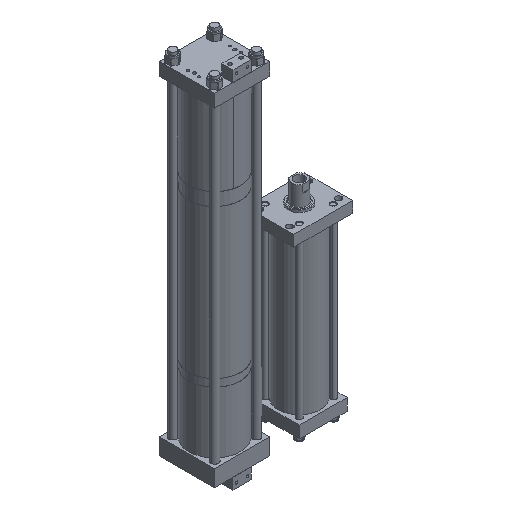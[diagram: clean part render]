
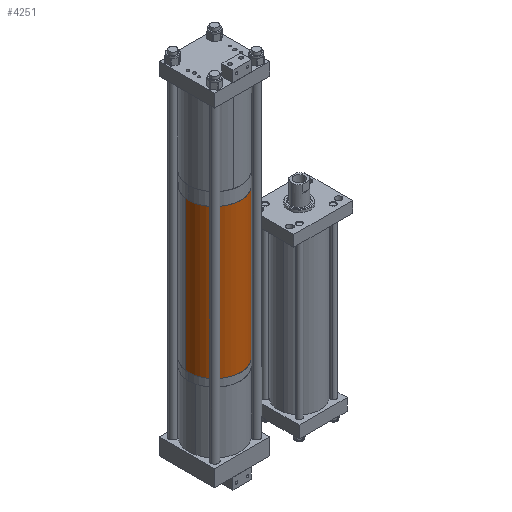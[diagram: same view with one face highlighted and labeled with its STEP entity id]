
A CAD part, isometric view. The second image highlights one B-rep face of the part: STEP entity #4251.
In plain terms, the highlighted cylindrical face has radius 88.9 mm (diameter 177.8 mm), a partial arc.
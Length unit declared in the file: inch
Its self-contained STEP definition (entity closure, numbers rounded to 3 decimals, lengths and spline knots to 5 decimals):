
#164 = CARTESIAN_POINT ( 'NONE',  ( -3.5, 0., 0. ) ) ;
#215 = CARTESIAN_POINT ( 'NONE',  ( 3.5, 0., 0. ) ) ;
#447 = AXIS2_PLACEMENT_3D ( 'NONE', #14828, #10761, #17697 ) ;
#894 = CIRCLE ( 'NONE', #12096, 3.5 ) ;
#1343 = CARTESIAN_POINT ( 'NONE',  ( 0., 0., 20.239 ) ) ;
#1408 = DIRECTION ( 'NONE',  ( 0., 0., 1. ) ) ;
#1576 = VECTOR ( 'NONE', #16672, 39.37008 ) ;
#2262 = VERTEX_POINT ( 'NONE', #3607 ) ;
#2264 = ORIENTED_EDGE ( 'NONE', *, *, #3121, .F. ) ;
#3116 = LINE ( 'NONE', #5382, #1576 ) ;
#3121 = EDGE_CURVE ( 'NONE', #5600, #11984, #3116, .T. ) ;
#3607 = CARTESIAN_POINT ( 'NONE',  ( -3.5, 0., 20.239 ) ) ;
#4251 = ADVANCED_FACE ( 'NONE', ( #7505 ), #11898, .T. ) ;
#5268 = EDGE_LOOP ( 'NONE', ( #2264, #7792, #17868, #9846 ) ) ;
#5382 = CARTESIAN_POINT ( 'NONE',  ( 3.5, 0., 20.239 ) ) ;
#5600 = VERTEX_POINT ( 'NONE', #10947 ) ;
#6559 = EDGE_CURVE ( 'NONE', #2262, #5600, #894, .T. ) ;
#7018 = VECTOR ( 'NONE', #9970, 39.37008 ) ;
#7459 = CARTESIAN_POINT ( 'NONE',  ( 0., 0., 0. ) ) ;
#7505 = FACE_OUTER_BOUND ( 'NONE', #5268, .T. ) ;
#7792 = ORIENTED_EDGE ( 'NONE', *, *, #6559, .F. ) ;
#7903 = LINE ( 'NONE', #12958, #7018 ) ;
#9846 = ORIENTED_EDGE ( 'NONE', *, *, #15270, .T. ) ;
#9970 = DIRECTION ( 'NONE',  ( 0., 0., -1. ) ) ;
#10761 = DIRECTION ( 'NONE',  ( 0., 0., -1. ) ) ;
#10947 = CARTESIAN_POINT ( 'NONE',  ( 3.5, 0., 20.239 ) ) ;
#11898 = CYLINDRICAL_SURFACE ( 'NONE', #447, 3.5 ) ;
#11984 = VERTEX_POINT ( 'NONE', #215 ) ;
#12096 = AXIS2_PLACEMENT_3D ( 'NONE', #1343, #1408, #16912 ) ;
#12631 = CIRCLE ( 'NONE', #17163, 3.5 ) ;
#12958 = CARTESIAN_POINT ( 'NONE',  ( -3.5, 0., 20.239 ) ) ;
#13061 = DIRECTION ( 'NONE',  ( 1., 0., 0. ) ) ;
#14497 = VERTEX_POINT ( 'NONE', #164 ) ;
#14828 = CARTESIAN_POINT ( 'NONE',  ( 0., 0., 20.239 ) ) ;
#15270 = EDGE_CURVE ( 'NONE', #14497, #11984, #12631, .T. ) ;
#15896 = DIRECTION ( 'NONE',  ( 0., 0., 1. ) ) ;
#16672 = DIRECTION ( 'NONE',  ( 0., 0., -1. ) ) ;
#16912 = DIRECTION ( 'NONE',  ( 1., 0., 0. ) ) ;
#17163 = AXIS2_PLACEMENT_3D ( 'NONE', #7459, #15896, #13061 ) ;
#17697 = DIRECTION ( 'NONE',  ( -1., 0., 0. ) ) ;
#17722 = EDGE_CURVE ( 'NONE', #2262, #14497, #7903, .T. ) ;
#17868 = ORIENTED_EDGE ( 'NONE', *, *, #17722, .T. ) ;
